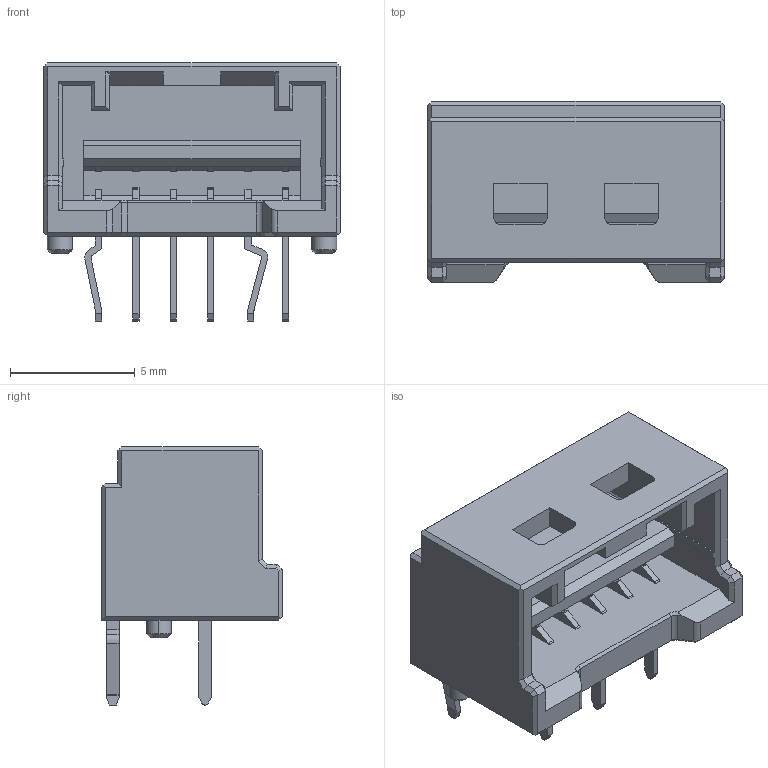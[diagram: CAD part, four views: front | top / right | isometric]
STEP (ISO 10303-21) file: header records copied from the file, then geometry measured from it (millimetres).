
FILE_DESCRIPTION(('FreeCAD Model'),'2;1');
FILE_NAME('_031750600_cp.step','2018-04-19T14:58:04',( 'kicad StepUp'),('ksu MCAD'),'Open CASCADE STEP processor 7.2', 'FreeCAD','Unknown');
FILE_SCHEMA(('AUTOMOTIVE_DESIGN_CC2 { 1 2 10303 214 -1 1 5 4 }'));
Length unit declared in the file: millimetre
Products named in the file (1): _031750600_cp
Bounding box: 11.9 x 7.25 x 10.35 mm (x, y, z)
Volume: 301 mm3; surface area: 706.5 mm2
Topology: 1 solids, 1 shells, 342 faces, 982 edges, 640 vertices
Faces by surface type: plane 272, cylinder 60, cone 10
Entity records: 13444 total; most frequent: CARTESIAN_POINT 1985, ORIENTED_EDGE 1964, DIRECTION 1790, EDGE_CURVE 982, LINE 848, VECTOR 848, VERTEX_POINT 640, AXIS2_PLACEMENT_3D 471
